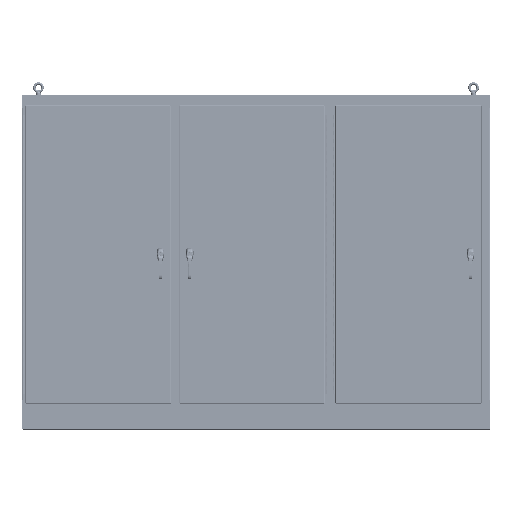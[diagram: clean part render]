
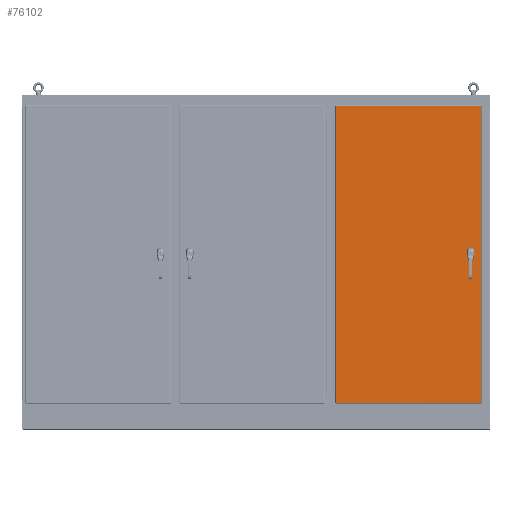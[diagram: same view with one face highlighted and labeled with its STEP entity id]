
A CAD part, top view. The second image highlights one B-rep face of the part: STEP entity #76102.
In plain terms, the highlighted planar face has unit normal (0, 0, 1).
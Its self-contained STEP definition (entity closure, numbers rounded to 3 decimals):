
#8950=LINE($,#165013,#14682);
#8954=LINE($,#165025,#14686);
#8958=LINE($,#165037,#14690);
#8962=LINE($,#165049,#14694);
#8981=LINE($,#165117,#14713);
#8993=LINE($,#165231,#14725);
#9008=LINE($,#165351,#14740);
#9023=LINE($,#165470,#14755);
#14682=VECTOR($,#104145,0.427);
#14686=VECTOR($,#104157,0.427);
#14690=VECTOR($,#104169,0.427);
#14694=VECTOR($,#104181,0.427);
#14713=VECTOR($,#104236,74.563);
#14725=VECTOR($,#104260,36.25);
#14740=VECTOR($,#104289,74.563);
#14755=VECTOR($,#104318,36.25);
#17205=PLANE($,#83991);
#18289=FACE_BOUND($,#27400,.T.);
#18290=FACE_BOUND($,#27401,.T.);
#18291=FACE_BOUND($,#27402,.T.);
#18292=FACE_BOUND($,#27403,.T.);
#18293=FACE_BOUND($,#27404,.T.);
#27400=EDGE_LOOP($,(#67242,#67243,#67244,#67245,#67246,#67247,#67248,#67249));
#27401=EDGE_LOOP($,(#67250));
#27402=EDGE_LOOP($,(#67251));
#27403=EDGE_LOOP($,(#67252));
#27404=EDGE_LOOP($,(#67253,#67254,#67255,#67256));
#31277=CIRCLE($,#83937,0.453);
#31279=CIRCLE($,#83941,0.453);
#31281=CIRCLE($,#83945,0.453);
#31283=CIRCLE($,#83949,0.453);
#31285=CIRCLE($,#83952,0.141);
#31287=CIRCLE($,#83955,0.141);
#31289=CIRCLE($,#83958,0.141);
#37714=VERTEX_POINT($,#165010);
#37715=VERTEX_POINT($,#165012);
#37717=VERTEX_POINT($,#165018);
#37719=VERTEX_POINT($,#165024);
#37721=VERTEX_POINT($,#165030);
#37723=VERTEX_POINT($,#165036);
#37725=VERTEX_POINT($,#165042);
#37727=VERTEX_POINT($,#165048);
#37729=VERTEX_POINT($,#165057);
#37731=VERTEX_POINT($,#165062);
#37733=VERTEX_POINT($,#165067);
#37747=VERTEX_POINT($,#165105);
#37748=VERTEX_POINT($,#165116);
#37756=VERTEX_POINT($,#165220);
#37766=VERTEX_POINT($,#165340);
#47583=EDGE_CURVE($,#37715,#37714,#8950,.T.);
#47586=EDGE_CURVE($,#37717,#37715,#31277,.T.);
#47589=EDGE_CURVE($,#37719,#37717,#8954,.T.);
#47592=EDGE_CURVE($,#37721,#37719,#31279,.T.);
#47595=EDGE_CURVE($,#37723,#37721,#8958,.T.);
#47598=EDGE_CURVE($,#37725,#37723,#31281,.T.);
#47601=EDGE_CURVE($,#37727,#37725,#8962,.T.);
#47604=EDGE_CURVE($,#37714,#37727,#31283,.T.);
#47606=EDGE_CURVE($,#37729,#37729,#31285,.T.);
#47608=EDGE_CURVE($,#37731,#37731,#31287,.T.);
#47610=EDGE_CURVE($,#37733,#37733,#31289,.T.);
#47629=EDGE_CURVE($,#37748,#37747,#8981,.T.);
#47645=EDGE_CURVE($,#37747,#37756,#8993,.T.);
#47664=EDGE_CURVE($,#37756,#37766,#9008,.T.);
#47683=EDGE_CURVE($,#37766,#37748,#9023,.T.);
#67242=ORIENTED_EDGE($,*,*,#47583,.T.);
#67243=ORIENTED_EDGE($,*,*,#47604,.T.);
#67244=ORIENTED_EDGE($,*,*,#47601,.T.);
#67245=ORIENTED_EDGE($,*,*,#47598,.T.);
#67246=ORIENTED_EDGE($,*,*,#47595,.T.);
#67247=ORIENTED_EDGE($,*,*,#47592,.T.);
#67248=ORIENTED_EDGE($,*,*,#47589,.T.);
#67249=ORIENTED_EDGE($,*,*,#47586,.T.);
#67250=ORIENTED_EDGE($,*,*,#47606,.T.);
#67251=ORIENTED_EDGE($,*,*,#47608,.T.);
#67252=ORIENTED_EDGE($,*,*,#47610,.T.);
#67253=ORIENTED_EDGE($,*,*,#47629,.T.);
#67254=ORIENTED_EDGE($,*,*,#47645,.T.);
#67255=ORIENTED_EDGE($,*,*,#47664,.T.);
#67256=ORIENTED_EDGE($,*,*,#47683,.T.);
#76102=ADVANCED_FACE($,(#18289,#18290,#18291,#18292,#18293),#17205,.T.);
#83937=AXIS2_PLACEMENT_3D($,#165019,#104151,#104152);
#83941=AXIS2_PLACEMENT_3D($,#165031,#104163,#104164);
#83945=AXIS2_PLACEMENT_3D($,#165043,#104175,#104176);
#83949=AXIS2_PLACEMENT_3D($,#165053,#104187,#104188);
#83952=AXIS2_PLACEMENT_3D($,#165058,#104193,#104194);
#83955=AXIS2_PLACEMENT_3D($,#165063,#104199,#104200);
#83958=AXIS2_PLACEMENT_3D($,#165068,#104205,#104206);
#83991=AXIS2_PLACEMENT_3D($,#165573,#104343,#104344);
#104145=DIRECTION($,(0.,1.,0.));
#104151=DIRECTION('center_axis',(0.,0.,-1.));
#104152=DIRECTION('ref_axis',(-0.882,-0.471,0.));
#104157=DIRECTION($,(-1.,0.,0.));
#104163=DIRECTION('center_axis',(0.,0.,-1.));
#104164=DIRECTION('ref_axis',(0.471,-0.882,0.));
#104169=DIRECTION($,(0.,-1.,0.));
#104175=DIRECTION('center_axis',(0.,0.,-1.));
#104176=DIRECTION('ref_axis',(0.882,0.471,0.));
#104181=DIRECTION($,(1.,0.,0.));
#104187=DIRECTION('center_axis',(0.,0.,-1.));
#104188=DIRECTION('ref_axis',(-0.471,0.882,0.));
#104193=DIRECTION('center_axis',(0.,0.,-1.));
#104194=DIRECTION('ref_axis',(-1.,0.,0.));
#104199=DIRECTION('center_axis',(0.,0.,-1.));
#104200=DIRECTION('ref_axis',(-1.,0.,0.));
#104205=DIRECTION('center_axis',(0.,0.,-1.));
#104206=DIRECTION('ref_axis',(-1.,0.,0.));
#104236=DIRECTION($,(0.,-1.,0.));
#104260=DIRECTION($,(1.,0.,0.));
#104289=DIRECTION($,(0.,1.,0.));
#104318=DIRECTION($,(-1.,0.,0.));
#104343=DIRECTION('center_axis',(0.,0.,1.));
#104344=DIRECTION('ref_axis',(1.,0.,0.));
#165010=CARTESIAN_POINT('',(33.538,37.714,0.125));
#165012=CARTESIAN_POINT('',(33.538,37.286,0.125));
#165013=CARTESIAN_POINT($,(33.538,37.607,0.125));
#165018=CARTESIAN_POINT('',(33.724,37.1,0.125));
#165019=CARTESIAN_POINT('Origin',(33.938,37.5,0.125));
#165024=CARTESIAN_POINT('',(34.151,37.101,0.125));
#165025=CARTESIAN_POINT($,(26.034,37.1,0.125));
#165030=CARTESIAN_POINT('',(34.337,37.286,0.125));
#165031=CARTESIAN_POINT('Origin',(33.938,37.5,0.125));
#165036=CARTESIAN_POINT('',(34.337,37.714,0.125));
#165037=CARTESIAN_POINT($,(34.337,37.393,0.125));
#165042=CARTESIAN_POINT('',(34.151,37.9,0.125));
#165043=CARTESIAN_POINT('Origin',(33.937,37.5,0.125));
#165048=CARTESIAN_POINT('',(33.724,37.899,0.125));
#165049=CARTESIAN_POINT($,(26.247,37.899,0.125));
#165053=CARTESIAN_POINT('Origin',(33.938,37.5,0.125));
#165057=CARTESIAN_POINT('',(34.078,38.385,0.125));
#165058=CARTESIAN_POINT('Origin',(33.938,38.385,0.125));
#165062=CARTESIAN_POINT('',(34.078,36.614,0.125));
#165063=CARTESIAN_POINT('Origin',(33.938,36.614,0.125));
#165067=CARTESIAN_POINT('',(34.078,36.122,0.125));
#165068=CARTESIAN_POINT('Origin',(33.938,36.122,0.125));
#165105=CARTESIAN_POINT('',(0.219,0.219,0.125));
#165116=CARTESIAN_POINT('',(0.219,74.781,0.125));
#165117=CARTESIAN_POINT($,(0.219,56.141,0.125));
#165220=CARTESIAN_POINT('',(36.469,0.219,0.125));
#165231=CARTESIAN_POINT($,(9.281,0.219,0.125));
#165340=CARTESIAN_POINT('',(36.469,74.781,0.125));
#165351=CARTESIAN_POINT($,(36.469,18.859,0.125));
#165470=CARTESIAN_POINT($,(27.406,74.781,0.125));
#165573=CARTESIAN_POINT('Origin',(18.344,37.5,0.125));
